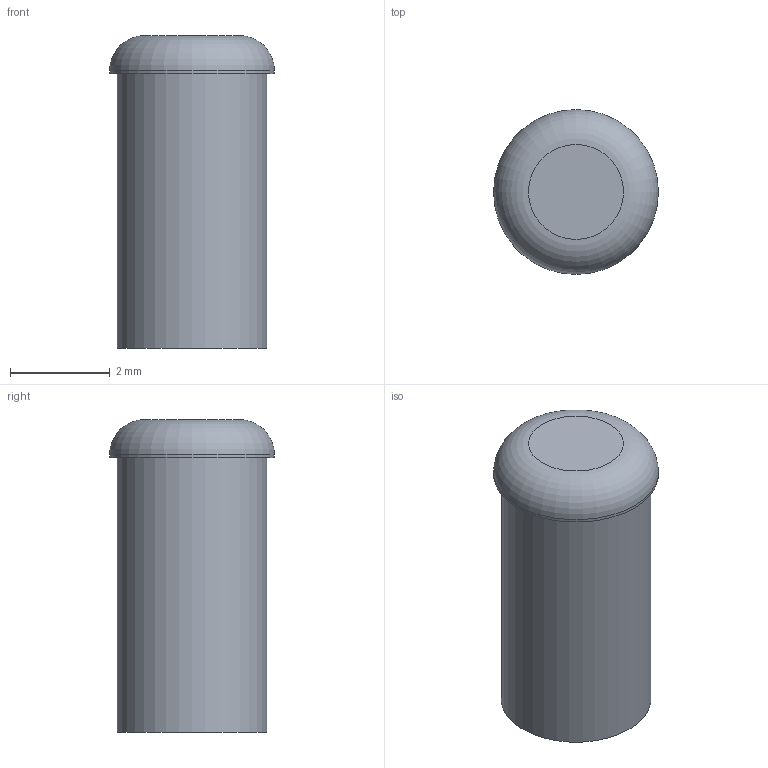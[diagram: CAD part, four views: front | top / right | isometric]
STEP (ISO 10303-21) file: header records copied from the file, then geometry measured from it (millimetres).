
FILE_DESCRIPTION(('FreeCAD Model'),'2;1');
FILE_NAME('Open CASCADE Shape Model','2024-12-17T11:13:48',( 'Janis Peter'),('Z Elektrik, s.r.o.'), 'Open CASCADE STEP processor 7.8','FreeCAD','Unknown');
FILE_SCHEMA(('AUTOMOTIVE_DESIGN { 1 0 10303 214 1 1 1 1 }'));
Length unit declared in the file: millimetre
Products named in the file (3): MP007516; Body; Fillet
Assembly tree (2 placements, depth 2):
  MP007516
    Body
    Fillet
Bounding box: 3.3 x 3.3 x 6.26 mm (x, y, z)
Volume: 44.4 mm3; surface area: 87.6 mm2
Topology: 2 solids, 2 shells, 7 faces, 8 edges, 5 vertices
Faces by surface type: plane 4, cylinder 2, torus 1
Full cylindrical faces by diameter (mm): 3 x1, 3.3 x1
Entity records: 211 total; most frequent: DIRECTION 34, CARTESIAN_POINT 23, AXIS2_PLACEMENT_3D 16, ORIENTED_EDGE 16, EDGE_CURVE 8, ADVANCED_FACE 7, FACE_BOUND 7, EDGE_LOOP 7
